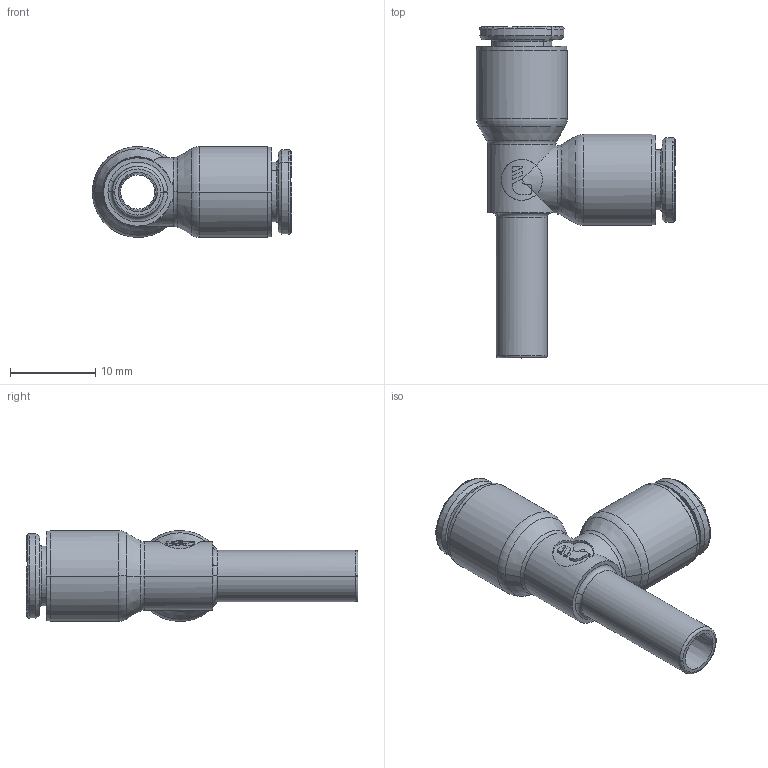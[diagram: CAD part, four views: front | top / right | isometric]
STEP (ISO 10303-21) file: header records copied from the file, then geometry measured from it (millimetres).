
FILE_DESCRIPTION(('STEP AP214'),'1');
FILE_NAME('6883_06_00.stp','2016-07-07T14:49:25',('TraceParts'),('TraceParts S.A.'),'Spatial InterOp 3D',' ',' ');
FILE_SCHEMA(('automotive_design'));
Length unit declared in the file: millimetre
Products named in the file (11): V883-06-00_ASM|Next assembly relationship#44106-64_ASM|Next assembly relationship#44106-26;44106-26; V883-06-00_ASM|Next assembly relationship#44106-64_ASM|Next assembly relationship#44106;44106; V883-06-00_ASM|Next assembly relationship#44106-64_ASM|Next assembly relationship#44106-27;44106-27; V883-06-00_ASM|Next assembly relationship#44106-64_ASM|Next assembly relationship#44126-20;44126-20; V883-06-00_ASM|Next assembly relationship#44516-18;44516-18; V883-06-00_ASM|Next assembly relationship#44106-11-10-ASM;44106-11-10-ASM
Bounding box: 23.34 x 38.87 x 10.65 mm (x, y, z)
Volume: 1678.5 mm3; surface area: 4589.1 mm2
Topology: 11 solids, 11 shells, 1212 faces, 3157 edges, 1994 vertices
Faces by surface type: plane 585, cylinder 205, cone 156, torus 154, bspline 108, sphere 4
Entity records: 41455 total; most frequent: CARTESIAN_POINT 11939, ORIENTED_EDGE 6306, DIRECTION 5903, EDGE_CURVE 3153, AXIS2_PLACEMENT_3D 2023, VERTEX_POINT 1994, LINE 1857, VECTOR 1857
